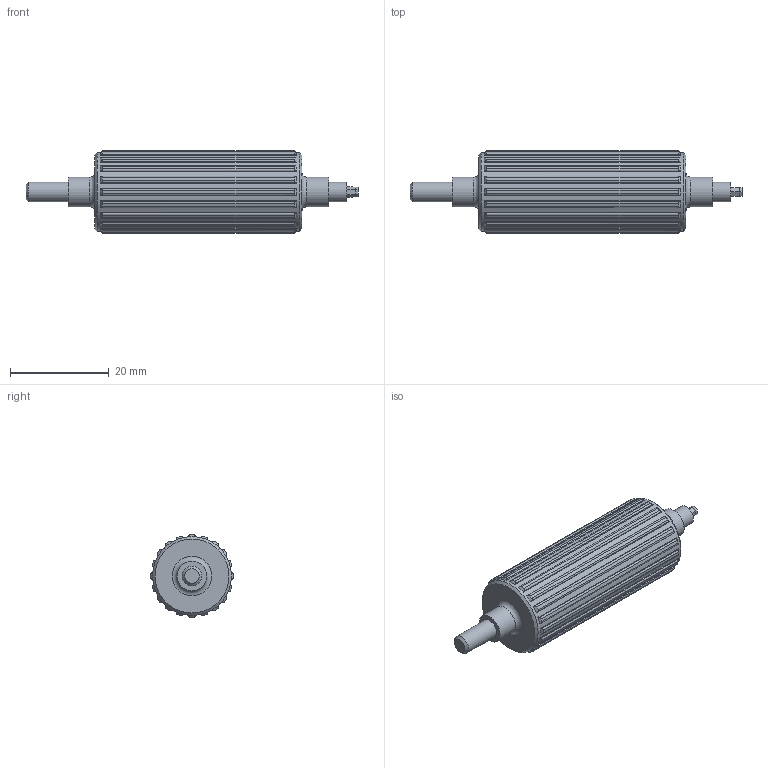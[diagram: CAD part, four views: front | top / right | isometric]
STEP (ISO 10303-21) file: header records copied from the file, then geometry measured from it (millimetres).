
FILE_DESCRIPTION(/* description */ (''),/* implementation_level */ '2;1');
FILE_NAME(/* name */ 'Scrollwheel.step',/* time_stamp */ '2023-07-16T10:00:37+01:00',/* author */ (''),/* organization */ (''),/* preprocessor_version */ 'ST-DEVELOPER v19.2',/* originating_system */ 'Autodesk Translation Framework v12.6.0.85',/* authorisation */ '');
FILE_SCHEMA (('AUTOMOTIVE_DESIGN { 1 0 10303 214 3 1 1 }'));
Length unit declared in the file: millimetre
Products named in the file (1): Scrollwheel
Bounding box: 67.33 x 16.8 x 16.8 mm (x, y, z)
Volume: 9305.7 mm3; surface area: 3238.2 mm2
Topology: 1 solids, 1 shells, 169 faces, 420 edges, 277 vertices
Faces by surface type: cylinder 85, cone 43, plane 39, torus 2
Full cylindrical faces by diameter (mm): 4 x2, 6 x2, 16 x1
Entity records: 5999 total; most frequent: CARTESIAN_POINT 2429, ORIENTED_EDGE 840, DIRECTION 537, EDGE_CURVE 420, VERTEX_POINT 277, B_SPLINE_CURVE_WITH_KNOTS 202, EDGE_LOOP 193, AXIS2_PLACEMENT_3D 189
